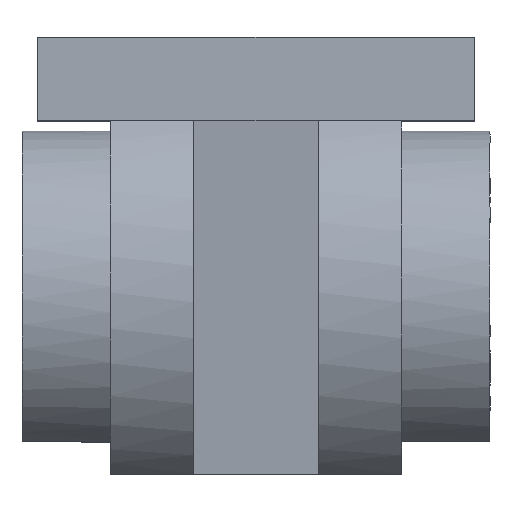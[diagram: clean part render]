
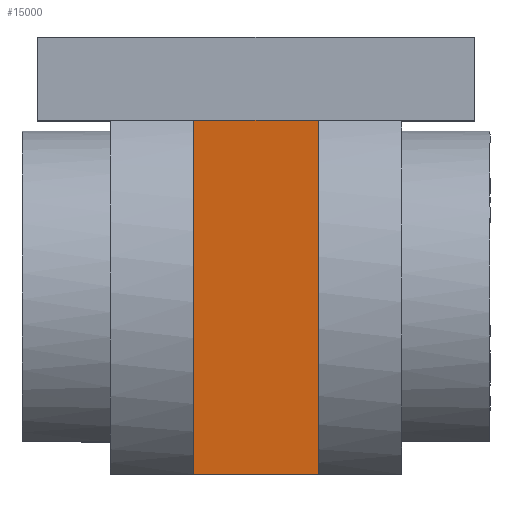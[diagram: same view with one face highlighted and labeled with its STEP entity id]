
A CAD part, top view. The second image highlights one B-rep face of the part: STEP entity #15000.
In plain terms, the highlighted free-form (B-spline) face has degree [1, 1] with [2, 2] control points.
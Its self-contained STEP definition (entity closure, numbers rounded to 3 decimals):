
#9170 = CARTESIAN_POINT ('', (-6., -8., 29.999));
#9180 = VERTEX_POINT ('', #9170);
#9240 = CARTESIAN_POINT ('', (6., -8., 29.999));
#9250 = VERTEX_POINT ('', #9240);
#9260 = CARTESIAN_POINT ('', (-6., -8., 29.999));
#9270 = CARTESIAN_POINT ('', (6., -8., 29.999));
#9280 = B_SPLINE_CURVE_WITH_KNOTS ('', 1, (#9260, #9270), .UNSPECIFIED., .F., .U., (2, 2), (0., 1.), .UNSPECIFIED.);
#9290 = EDGE_CURVE ('', #9180, #9250, #9280, .T.);
#14170 = CARTESIAN_POINT ('', (6., -42., 27.024));
#14180 = VERTEX_POINT ('', #14170);
#14240 = CARTESIAN_POINT ('', (-6., -42., 27.024));
#14250 = VERTEX_POINT ('', #14240);
#14260 = CARTESIAN_POINT ('', (-6., -42., 27.024));
#14270 = CARTESIAN_POINT ('', (6., -42., 27.024));
#14280 = B_SPLINE_CURVE_WITH_KNOTS ('', 1, (#14260, #14270), .UNSPECIFIED., .F., .U., (2, 2), (0., 1.), .UNSPECIFIED.);
#14290 = EDGE_CURVE ('', #14250, #14180, #14280, .T.);
#14680 = CARTESIAN_POINT ('', (6., -42., 27.024));
#14690 = CARTESIAN_POINT ('', (6., -8., 29.999));
#14700 = B_SPLINE_CURVE_WITH_KNOTS ('', 1, (#14680, #14690), .UNSPECIFIED., .F., .U., (2, 2), (0., 1.), .UNSPECIFIED.);
#14710 = EDGE_CURVE ('', #14180, #9250, #14700, .T.);
#14830 = ORIENTED_EDGE ('', *, *, #9290, .F.);
#14840 = CARTESIAN_POINT ('', (-6., -42., 27.024));
#14850 = CARTESIAN_POINT ('', (-6., -30.667, 28.016));
#14860 = CARTESIAN_POINT ('', (-6., -19.333, 29.007));
#14870 = CARTESIAN_POINT ('', (-6., -8., 29.999));
#14880 = B_SPLINE_CURVE_WITH_KNOTS ('', 3, (#14840, #14850, #14860, #14870), .UNSPECIFIED., .F., .U., (4, 4), (0., 1.), .UNSPECIFIED.);
#14890 = EDGE_CURVE ('', #14250, #9180, #14880, .T.);
#14900 = ORIENTED_EDGE ('', *, *, #14890, .F.);
#14910 = ORIENTED_EDGE ('', *, *, #14290, .T.);
#14920 = ORIENTED_EDGE ('', *, *, #14710, .T.);
#14930 = EDGE_LOOP ('', (#14830, #14900, #14910, #14920));
#14940 = FACE_OUTER_BOUND ('', #14930, .T.);
#14950 = CARTESIAN_POINT ('', (6., -42., 27.024));
#14960 = CARTESIAN_POINT ('', (-6., -42., 27.024));
#14970 = CARTESIAN_POINT ('', (6., -8., 29.999));
#14980 = CARTESIAN_POINT ('', (-6., -8., 29.999));
#14990 = B_SPLINE_SURFACE_WITH_KNOTS ('', 1, 1, ((#14950, #14960), (#14970, #14980)), .UNSPECIFIED., .F., .F., .U., (2, 2), (2, 2), (0., 1.), (0., 1.), .UNSPECIFIED.);
#15000 = ADVANCED_FACE ('', (#14940), #14990, .T.);
